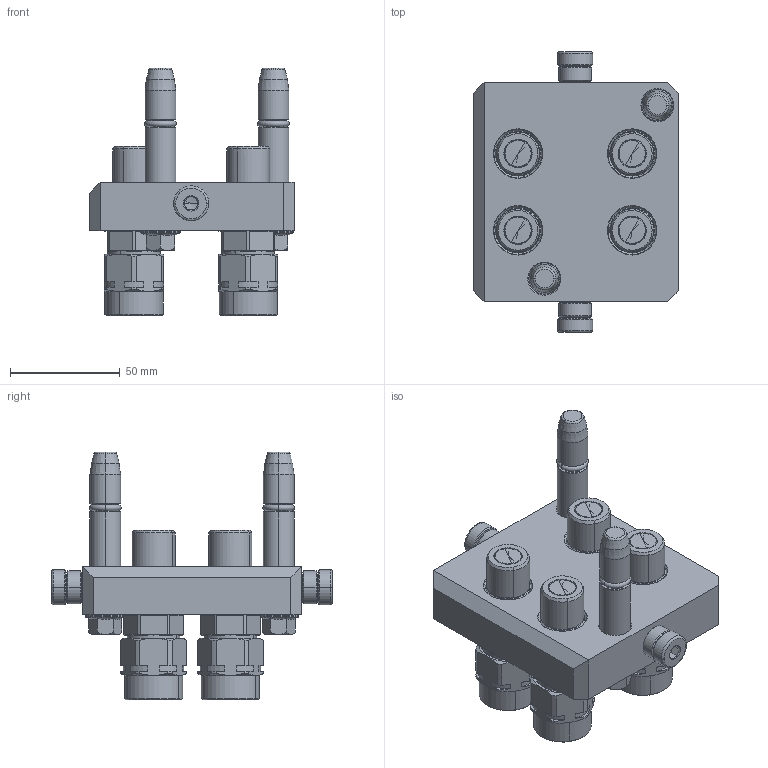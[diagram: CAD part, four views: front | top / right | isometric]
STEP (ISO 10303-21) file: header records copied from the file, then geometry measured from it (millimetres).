
FILE_DESCRIPTION (( 'STEP AP214' ), '1' );
FILE_NAME ('FASTER.step', '2024-05-17T10:39:11', ( '' ), ( '' ), 'SwSTEP 2.0', 'SolidWorks 2017', '' );
FILE_SCHEMA (( 'AUTOMOTIVE_DESIGN' ));
Length unit declared in the file: millimetre
Products named in the file (10): P406A_M_BASE; 4830_028_1000_002; 1540_080_0008_000; 4830_021_0000_000; or2_62x9_19_m; 4860_010_0004_001; et002; FASTER; 2ffnp38_gas_m2v; 4830_013_3000_020
Assembly tree (17 placements, depth 3):
  FASTER
    P406A_M_BASE
      4860_010_0004_001
      4830_021_0000_000  x2
      1540_080_0008_000  x2
      4830_013_3000_020  x2
      4830_028_1000_002  x2
      or2_62x9_19_m  x2
    2ffnp38_gas_m2v  x4
    et002
Bounding box: 93.8 x 128 x 112.8 mm (x, y, z)
Volume: 79294.4 mm3; surface area: 110097.1 mm2
Topology: 9 solids, 28 shells, 2207 faces, 5793 edges, 3742 vertices
Faces by surface type: plane 1081, cylinder 416, cone 384, bspline 270, torus 56
Entity records: 39736 total; most frequent: CARTESIAN_POINT 12942, ORIENTED_EDGE 5536, DIRECTION 5080, EDGE_CURVE 2787, LINE 1872, VECTOR 1872, VERTEX_POINT 1808, AXIS2_PLACEMENT_3D 1604
